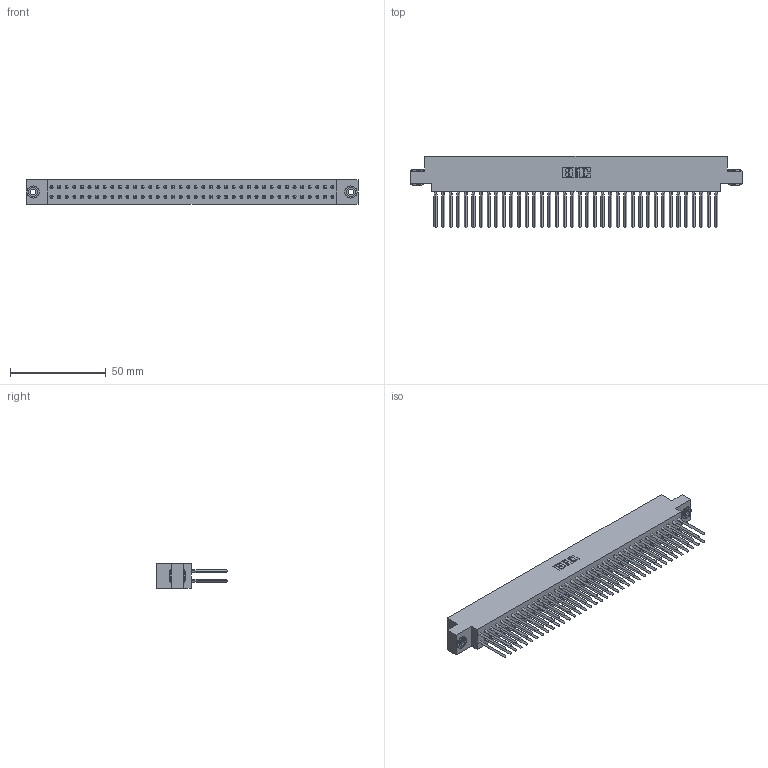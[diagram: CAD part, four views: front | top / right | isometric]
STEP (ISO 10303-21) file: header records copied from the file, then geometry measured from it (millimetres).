
FILE_DESCRIPTION (( 'STEP AP203' ), '1' );
FILE_NAME ('317-076-540-803.STEP', '2020-02-28T08:14:27', ( '' ), ( '' ), 'SwSTEP 2.0', 'SolidWorks 2016', '' );
FILE_SCHEMA (( 'CONFIG_CONTROL_DESIGN' ));
Length unit declared in the file: inch
Products named in the file (4): 317 Part_.156 Dia - TH; 345-250-002_345-250-002-102; 317-076-540-803; 317-290-001_540
Assembly tree (79 placements, depth 2):
  317-076-540-803
    317 Part_.156 Dia - TH
    317-290-001_540  x76
    345-250-002_345-250-002-102  x2
Bounding box: 173.28 x 37.34 x 12.7 mm (x, y, z)
Volume: 28965.7 mm3; surface area: 43247.7 mm2
Topology: 79 solids, 79 shells, 6904 faces, 19123 edges, 12314 vertices
Faces by surface type: plane 5616, cylinder 976, bspline 304, cone 8
Entity records: 56137 total; most frequent: CARTESIAN_POINT 10178, ORIENTED_EDGE 9670, DIRECTION 8107, EDGE_CURVE 4835, VECTOR 4555, LINE 4555, VERTEX_POINT 3215, AXIS2_PLACEMENT_3D 1776
